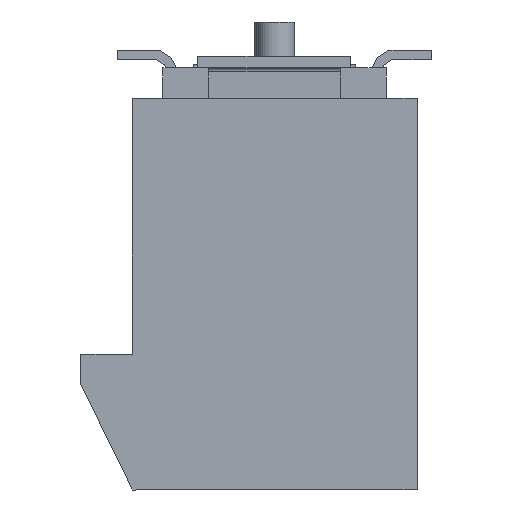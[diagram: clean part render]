
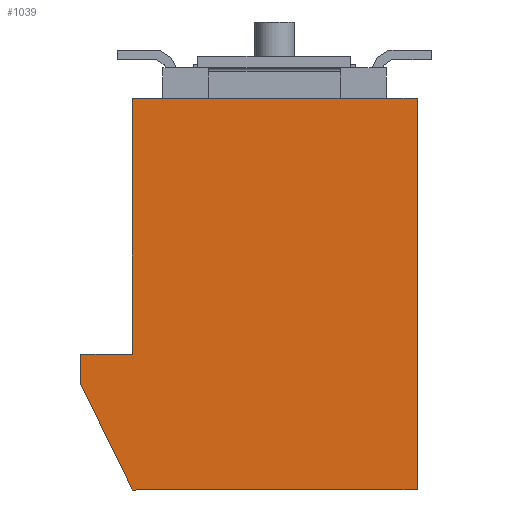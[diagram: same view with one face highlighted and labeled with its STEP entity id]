
A CAD part, front view. The second image highlights one B-rep face of the part: STEP entity #1039.
In plain terms, the highlighted planar face has unit normal (0, -1, 0).
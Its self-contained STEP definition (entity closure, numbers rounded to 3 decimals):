
#1037 = ORIENTED_EDGE ( 'NONE', *, *, #1038, .F. ) ;
#1038 = EDGE_CURVE ( 'NONE', #1041, #1045, #9332, .T. ) ;
#1039 = ADVANCED_FACE ( 'NONE', ( #9328 ), #9276, .F. ) ;
#1041 = VERTEX_POINT ( 'NONE', #9447 ) ;
#1044 = ORIENTED_EDGE ( 'NONE', *, *, #3996, .F. ) ;
#1045 = VERTEX_POINT ( 'NONE', #9445 ) ;
#1046 = ORIENTED_EDGE ( 'NONE', *, *, #1071, .F. ) ;
#1049 = ORIENTED_EDGE ( 'NONE', *, *, #4063, .F. ) ;
#1064 = EDGE_LOOP ( 'NONE', ( #1142, #1044, #1066, #1037, #1046, #1049, #1085 ) ) ;
#1066 = ORIENTED_EDGE ( 'NONE', *, *, #1067, .T. ) ;
#1067 = EDGE_CURVE ( 'NONE', #3997, #1045, #9396, .T. ) ;
#1071 = EDGE_CURVE ( 'NONE', #4064, #1041, #9268, .T. ) ;
#1085 = ORIENTED_EDGE ( 'NONE', *, *, #3804, .F. ) ;
#1142 = ORIENTED_EDGE ( 'NONE', *, *, #3826, .F. ) ;
#3800 = VERTEX_POINT ( 'NONE', #16919 ) ;
#3804 = EDGE_CURVE ( 'NONE', #3828, #3800, #16917, .T. ) ;
#3826 = EDGE_CURVE ( 'NONE', #3827, #3828, #17032, .T. ) ;
#3827 = VERTEX_POINT ( 'NONE', #17128 ) ;
#3828 = VERTEX_POINT ( 'NONE', #17127 ) ;
#3996 = EDGE_CURVE ( 'NONE', #3997, #3827, #17361, .T. ) ;
#3997 = VERTEX_POINT ( 'NONE', #17357 ) ;
#4063 = EDGE_CURVE ( 'NONE', #3800, #4064, #17506, .T. ) ;
#4064 = VERTEX_POINT ( 'NONE', #17502 ) ;
#9261 = DIRECTION ( 'NONE',  ( 1., 0., 0. ) ) ;
#9262 = VECTOR ( 'NONE', #9261, 1000. ) ;
#9265 = CARTESIAN_POINT ( 'NONE',  ( 13.57, 306.294, 10.544 ) ) ;
#9268 = LINE ( 'NONE', #9265, #9262 ) ;
#9276 = PLANE ( 'NONE',  #9453 ) ;
#9328 = FACE_OUTER_BOUND ( 'NONE', #1064, .T. ) ;
#9329 = DIRECTION ( 'NONE',  ( 0., 0., -1. ) ) ;
#9330 = VECTOR ( 'NONE', #9329, 1000. ) ;
#9331 = CARTESIAN_POINT ( 'NONE',  ( 17.295, 306.294, 5.419 ) ) ;
#9332 = LINE ( 'NONE', #9331, #9330 ) ;
#9393 = DIRECTION ( 'NONE',  ( 1., 0., 0. ) ) ;
#9394 = VECTOR ( 'NONE', #9393, 1000. ) ;
#9395 = CARTESIAN_POINT ( 'NONE',  ( 13.57, 306.294, 0.294 ) ) ;
#9396 = LINE ( 'NONE', #9395, #9394 ) ;
#9445 = CARTESIAN_POINT ( 'NONE',  ( 17.295, 306.294, 0.294 ) ) ;
#9447 = CARTESIAN_POINT ( 'NONE',  ( 17.295, 306.294, 10.544 ) ) ;
#9450 = DIRECTION ( 'NONE',  ( 0., 0., 1. ) ) ;
#9451 = DIRECTION ( 'NONE',  ( 0., 1., 0. ) ) ;
#9452 = CARTESIAN_POINT ( 'NONE',  ( 12.895, 306.294, 5.419 ) ) ;
#9453 = AXIS2_PLACEMENT_3D ( 'NONE', #9452, #9451, #9450 ) ;
#16914 = DIRECTION ( 'NONE',  ( 1., 0., 0. ) ) ;
#16915 = VECTOR ( 'NONE', #16914, 1000. ) ;
#16916 = CARTESIAN_POINT ( 'NONE',  ( 12.895, 306.294, 3.844 ) ) ;
#16917 = LINE ( 'NONE', #16916, #16915 ) ;
#16919 = CARTESIAN_POINT ( 'NONE',  ( 9.845, 306.294, 3.844 ) ) ;
#16981 = DIRECTION ( 'NONE',  ( 0., 0., 1. ) ) ;
#16982 = VECTOR ( 'NONE', #16981, 1000. ) ;
#16983 = CARTESIAN_POINT ( 'NONE',  ( 8.495, 306.294, 5.419 ) ) ;
#17032 = LINE ( 'NONE', #16983, #16982 ) ;
#17127 = CARTESIAN_POINT ( 'NONE',  ( 8.495, 306.294, 3.844 ) ) ;
#17128 = CARTESIAN_POINT ( 'NONE',  ( 8.495, 306.294, 3.044 ) ) ;
#17357 = CARTESIAN_POINT ( 'NONE',  ( 9.845, 306.294, 0.294 ) ) ;
#17358 = DIRECTION ( 'NONE',  ( -0.441, 0., 0.898 ) ) ;
#17359 = VECTOR ( 'NONE', #17358, 1000. ) ;
#17360 = CARTESIAN_POINT ( 'NONE',  ( 9.845, 306.294, 0.294 ) ) ;
#17361 = LINE ( 'NONE', #17360, #17359 ) ;
#17502 = CARTESIAN_POINT ( 'NONE',  ( 9.845, 306.294, 10.544 ) ) ;
#17503 = DIRECTION ( 'NONE',  ( 0., 0., 1. ) ) ;
#17504 = VECTOR ( 'NONE', #17503, 1000. ) ;
#17505 = CARTESIAN_POINT ( 'NONE',  ( 9.845, 306.294, 5.419 ) ) ;
#17506 = LINE ( 'NONE', #17505, #17504 ) ;
